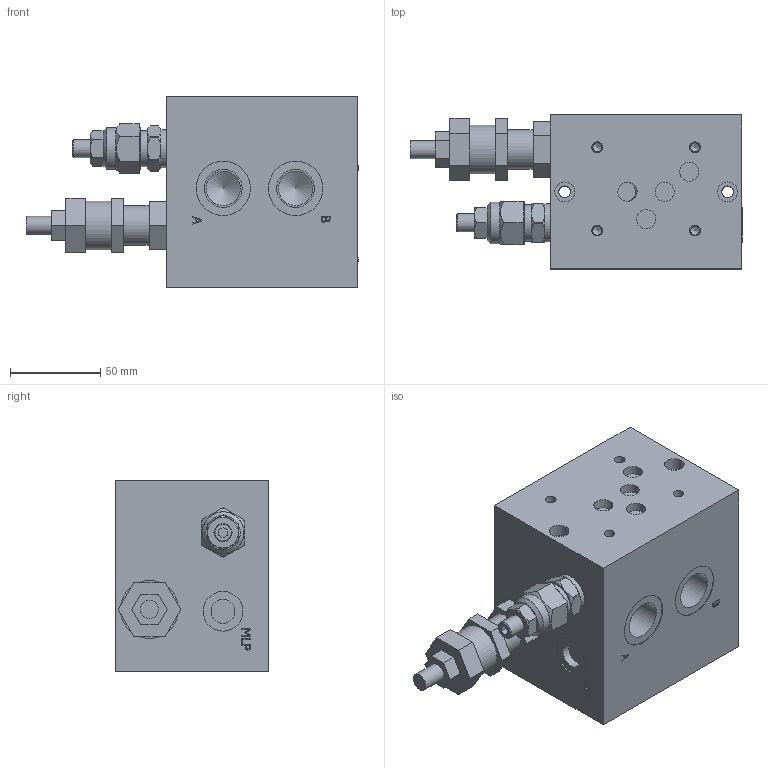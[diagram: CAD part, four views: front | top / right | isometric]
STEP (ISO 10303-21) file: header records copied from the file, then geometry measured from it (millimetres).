
FILE_DESCRIPTION(/* description */ ('Unknown'),/* implementation_level */ '2;1');
FILE_NAME(/* name */ 'OV.100541-001',/* time_stamp */ '2023-07-19T14:53:59+02:00',/* author */ ('Unknown'),/* organization */ ('Unknown'),/* preprocessor_version */ 'ST-DEVELOPER v18.102',/* originating_system */ 'Solid Edge',/* authorisation */ 'Unknown');
FILE_SCHEMA (('AUTOMOTIVE_DESIGN {1 0 10303 214 3 1 1}'));
Length unit declared in the file: millimetre
Products named in the file (1): OV.100541-001
Bounding box: 183.5 x 85 x 106 mm (x, y, z)
Volume: 942373.8 mm3; surface area: 88073.2 mm2
Topology: 3 solids, 3 shells, 416 faces, 1050 edges, 701 vertices
Faces by surface type: plane 280, cylinder 87, cone 36, bspline 13
Full cylindrical faces by diameter (mm): 5 x4, 6 x4, 6.5 x2, 6.75 x2, 8 x2, 10 x2, 10.5 x4, 11 x2, 11.5 x1, 13.2 x2, 15 x1, 16.662 x1, 19 x4, 20 x1, 20.955 x4, 21 x2, 22 x3, 23 x1, 24.5 x1, 26 x3, 26.441 x1, 27 x1, 29 x1, 30 x3, 32 x1, 36 x1
Entity records: 13754 total; most frequent: CARTESIAN_POINT 2622, ORIENTED_EDGE 1840, DIRECTION 1707, EDGE_CURVE 920, VERTEX_POINT 653, AXIS2_PLACEMENT_3D 575, FACE_BOUND 565, LINE 557
